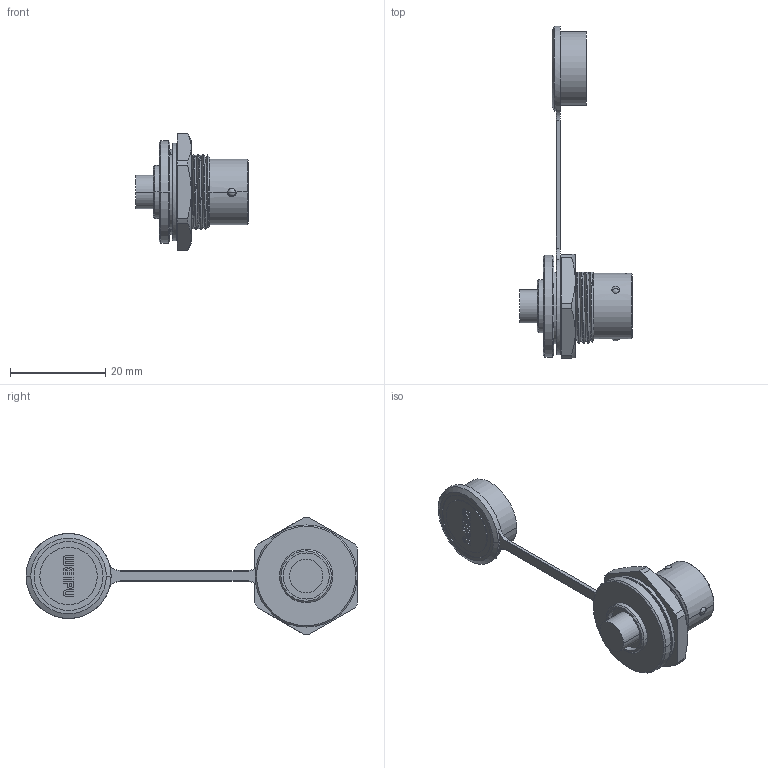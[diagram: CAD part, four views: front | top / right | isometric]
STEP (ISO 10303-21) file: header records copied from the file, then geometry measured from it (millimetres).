
FILE_DESCRIPTION((''),'2;1');
FILE_NAME('SF1215','2022-01-20T',('Administrator'),(''),'CREO PARAMETRIC BY PTC INC, 2016130','CREO PARAMETRIC BY PTC INC, 2016130','');
FILE_SCHEMA(('CONFIG_CONTROL_DESIGN'));
Length unit declared in the file: millimetre
Products named in the file (1): SF1215
Bounding box: 23.7 x 69.85 x 24.5 mm (x, y, z)
Volume: 5092.2 mm3; surface area: 4100.7 mm2
Topology: 1 solids, 2 shells, 201 faces, 564 edges, 386 vertices
Faces by surface type: plane 82, cylinder 60, cone 24, bspline 22, torus 7, sphere 6
Entity records: 8451 total; most frequent: CARTESIAN_POINT 3238, ORIENTED_EDGE 1118, DIRECTION 1027, EDGE_CURVE 559, AXIS2_PLACEMENT_3D 391, VERTEX_POINT 386, VECTOR 245, LINE 245
